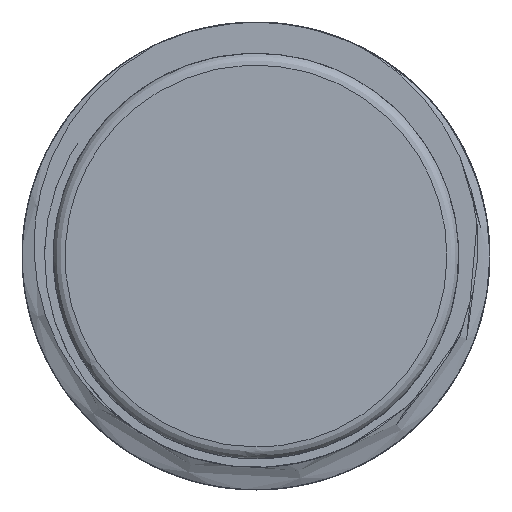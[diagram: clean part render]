
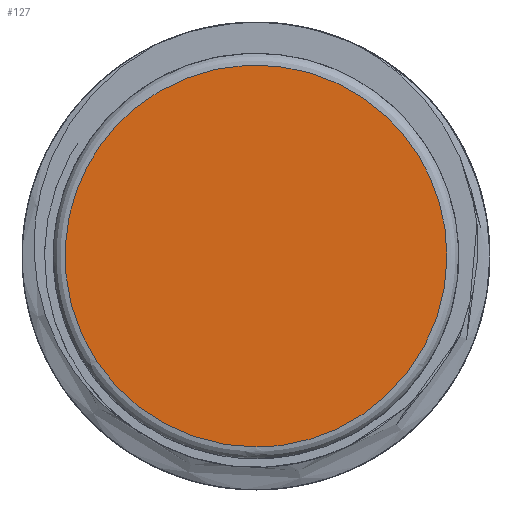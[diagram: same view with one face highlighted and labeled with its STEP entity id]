
A CAD part, front view. The second image highlights one B-rep face of the part: STEP entity #127.
In plain terms, the highlighted free-form (B-spline) face has degree [1, 1] with [2, 2] control points.
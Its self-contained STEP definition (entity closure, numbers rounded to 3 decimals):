
#32 = VERTEX_POINT('',#33);
#33 = CARTESIAN_POINT('',(0.,0.,-7.184));
#39 = EDGE_CURVE('',#32,#32,#40,.T.);
#40 = ( BOUNDED_CURVE() B_SPLINE_CURVE(2,(#41,#42,#43,#44,#45,#46,#47),
.UNSPECIFIED.,.T.,.F.) B_SPLINE_CURVE_WITH_KNOTS((3,2,2,3),(
    1.571,3.665,5.76,7.854),
.PIECEWISE_BEZIER_KNOTS.) CURVE() GEOMETRIC_REPRESENTATION_ITEM() 
RATIONAL_B_SPLINE_CURVE((1.,0.5,1.,0.5,1.,0.5,1.)) REPRESENTATION_ITEM(
  '') );
#41 = CARTESIAN_POINT('',(0.,0.,-7.184));
#42 = CARTESIAN_POINT('',(-12.443,0.,-7.184));
#43 = CARTESIAN_POINT('',(-6.221,0.,3.592));
#44 = CARTESIAN_POINT('',(0.,0.,14.368));
#45 = CARTESIAN_POINT('',(6.221,0.,3.592));
#46 = CARTESIAN_POINT('',(12.443,0.,-7.184));
#47 = CARTESIAN_POINT('',(0.,0.,-7.184));
#127 = ADVANCED_FACE('',(#128),#131,.F.);
#128 = FACE_BOUND('',#129,.T.);
#129 = EDGE_LOOP('',(#130));
#130 = ORIENTED_EDGE('',*,*,#39,.F.);
#131 = B_SPLINE_SURFACE_WITH_KNOTS('',1,1,(
    (#132,#133)
    ,(#134,#135
    )),.UNSPECIFIED.,.F.,.F.,.F.,(2,2),(2,2),(-4.85,4.85),(-4.85,4.85),
  .PIECEWISE_BEZIER_KNOTS.);
#132 = CARTESIAN_POINT('',(-7.184,0.,7.184));
#133 = CARTESIAN_POINT('',(-7.184,0.,-7.184));
#134 = CARTESIAN_POINT('',(7.184,0.,7.184));
#135 = CARTESIAN_POINT('',(7.184,0.,-7.184));
